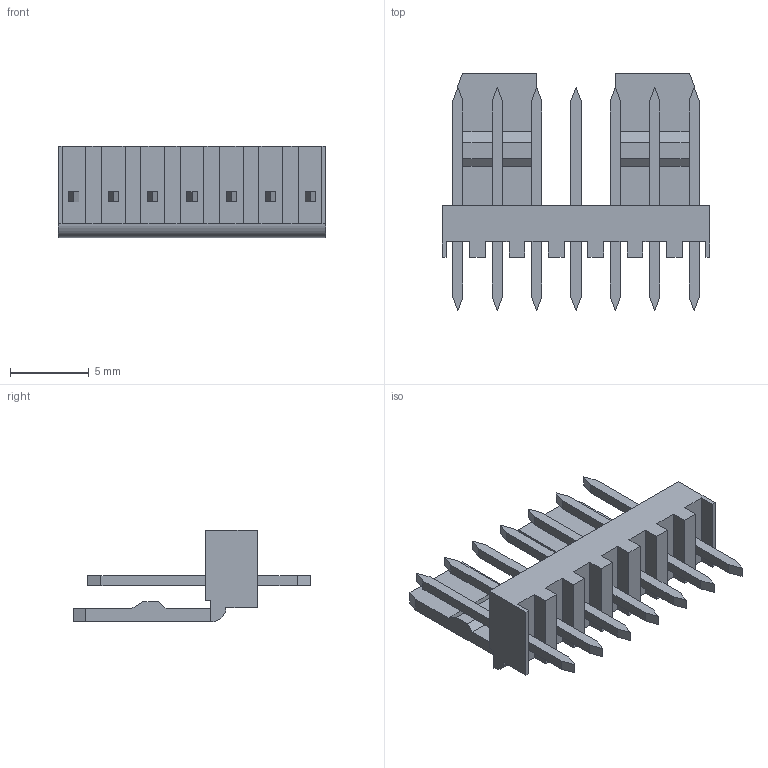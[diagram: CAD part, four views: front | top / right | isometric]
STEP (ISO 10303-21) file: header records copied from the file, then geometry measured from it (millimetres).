
FILE_DESCRIPTION((''),'2;1');
FILE_NAME('022111071','2013-12-25T',('me'),(''),'PRO/ENGINEER BY PARAMETRIC TECHNOLOGY CORPORATION, 2011490','PRO/ENGINEER BY PARAMETRIC TECHNOLOGY CORPORATION, 2011490','');
FILE_SCHEMA(('CONFIG_CONTROL_DESIGN'));
Length unit declared in the file: millimetre
Products named in the file (1): 022111071
Bounding box: 17 x 15.1 x 5.8 mm (x, y, z)
Volume: 338.4 mm3; surface area: 815.9 mm2
Topology: 1 solids, 1 shells, 170 faces, 458 edges, 310 vertices
Faces by surface type: plane 169, cylinder 1
Entity records: 5266 total; most frequent: CARTESIAN_POINT 926, ORIENTED_EDGE 888, DIRECTION 818, EDGE_CURVE 444, VECTOR 442, LINE 442, VERTEX_POINT 296, EDGE_LOOP 190
